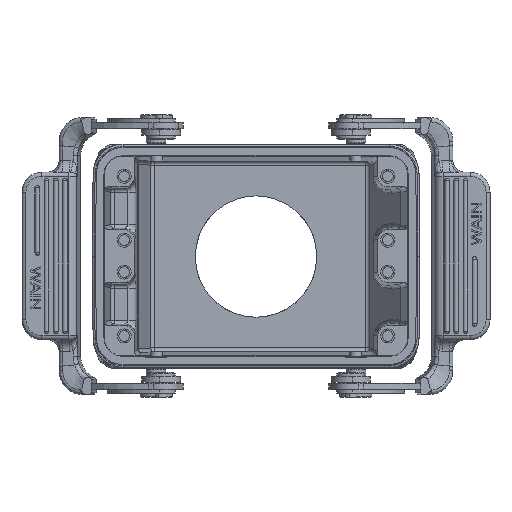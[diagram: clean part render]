
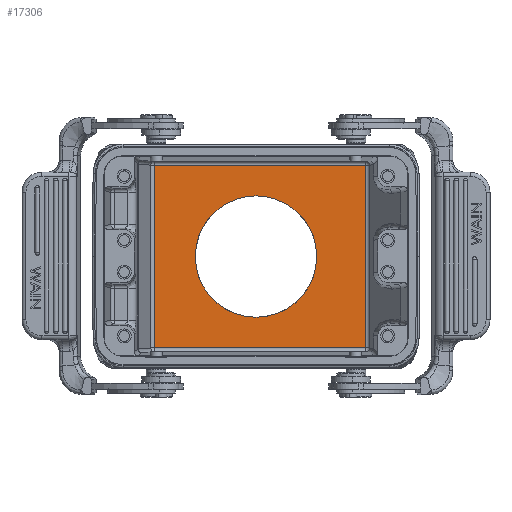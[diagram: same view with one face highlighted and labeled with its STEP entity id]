
A CAD part, top view. The second image highlights one B-rep face of the part: STEP entity #17306.
In plain terms, the highlighted planar face has unit normal (0, 0, 1).
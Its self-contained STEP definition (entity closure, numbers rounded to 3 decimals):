
#8620=FACE_BOUND('',#20957,.T.);
#8621=FACE_BOUND('',#20958,.T.);
#9480=PLANE('',#42015);
#10213=CIRCLE('',#39639,15.2);
#10214=CIRCLE('',#39641,15.2);
#13196=LINE('',#70913,#15497);
#13197=LINE('',#70917,#15498);
#13252=LINE('',#71142,#15553);
#13253=LINE('',#71144,#15554);
#15497=VECTOR('',#48941,1.);
#15498=VECTOR('',#48948,1.);
#15553=VECTOR('',#49115,1.);
#15554=VECTOR('',#49118,1.);
#17306=ADVANCED_FACE('',(#8620,#8621),#9480,.T.);
#20957=EDGE_LOOP('',(#30084,#30085));
#20958=EDGE_LOOP('',(#30086,#30087,#30088,#30089));
#30084=ORIENTED_EDGE('',*,*,#33392,.F.);
#30085=ORIENTED_EDGE('',*,*,#33390,.F.);
#30086=ORIENTED_EDGE('',*,*,#37942,.F.);
#30087=ORIENTED_EDGE('',*,*,#37853,.F.);
#30088=ORIENTED_EDGE('',*,*,#37855,.T.);
#30089=ORIENTED_EDGE('',*,*,#37941,.T.);
#30329=VERTEX_POINT('',#49396);
#30331=VERTEX_POINT('',#49421);
#33123=VERTEX_POINT('',#69121);
#33168=VERTEX_POINT('',#69656);
#33287=VERTEX_POINT('',#70912);
#33331=VERTEX_POINT('',#71139);
#33390=EDGE_CURVE('',#30331,#30329,#10213,.T.);
#33392=EDGE_CURVE('',#30329,#30331,#10214,.T.);
#37853=EDGE_CURVE('',#33287,#33123,#13196,.T.);
#37855=EDGE_CURVE('',#33287,#33168,#13197,.T.);
#37941=EDGE_CURVE('',#33168,#33331,#13252,.T.);
#37942=EDGE_CURVE('',#33123,#33331,#13253,.T.);
#39639=AXIS2_PLACEMENT_3D('',#49422,#42109,#42110);
#39641=AXIS2_PLACEMENT_3D('',#49438,#42113,#42114);
#42015=AXIS2_PLACEMENT_3D('',#71145,#49119,#49120);
#42109=DIRECTION('',(0.,0.,1.));
#42110=DIRECTION('',(1.,0.,0.));
#42113=DIRECTION('',(0.,0.,1.));
#42114=DIRECTION('',(1.,0.,0.));
#48941=DIRECTION('',(0.,1.,0.));
#48948=DIRECTION('',(1.,0.,0.));
#49115=DIRECTION('',(0.,1.,0.));
#49118=DIRECTION('',(1.,0.,0.));
#49119=DIRECTION('',(0.,0.,1.));
#49120=DIRECTION('',(1.,0.,0.));
#49396=CARTESIAN_POINT('',(-15.2,0.,-74.86));
#49421=CARTESIAN_POINT('',(15.2,0.,-74.86));
#49422=CARTESIAN_POINT('',(0.,0.,-74.86));
#49438=CARTESIAN_POINT('',(0.,0.,-74.86));
#69121=CARTESIAN_POINT('',(-25.424,22.891,-74.86));
#69656=CARTESIAN_POINT('',(27.482,-22.891,-74.86));
#70912=CARTESIAN_POINT('',(-25.424,-22.891,-74.86));
#70913=CARTESIAN_POINT('',(-25.424,-22.891,-74.86));
#70917=CARTESIAN_POINT('',(-25.424,-22.891,-74.86));
#71139=CARTESIAN_POINT('',(27.482,22.891,-74.86));
#71142=CARTESIAN_POINT('',(27.482,-22.891,-74.86));
#71144=CARTESIAN_POINT('',(-25.424,22.891,-74.86));
#71145=CARTESIAN_POINT('',(-30.759,-28.,-74.86));
